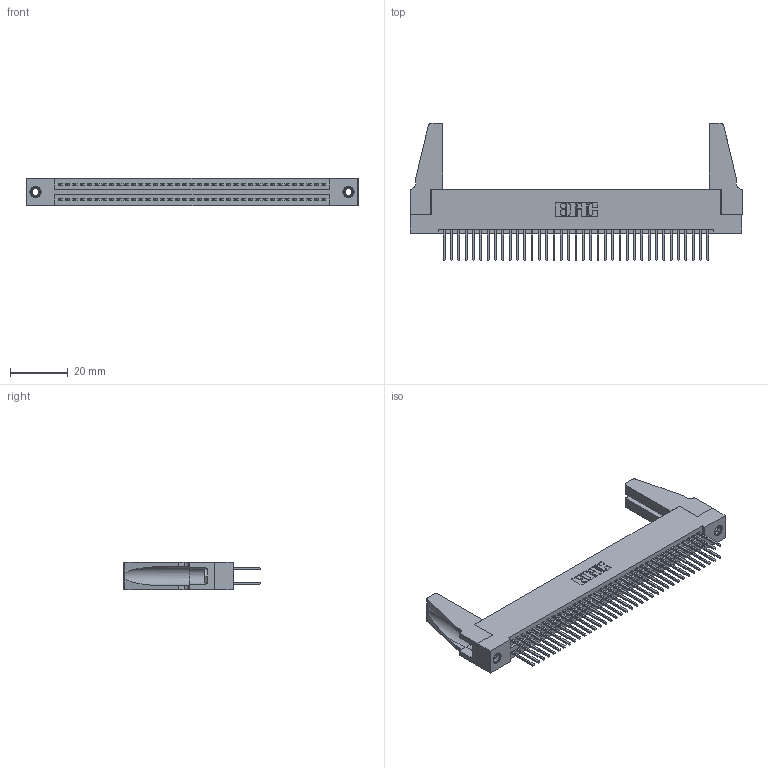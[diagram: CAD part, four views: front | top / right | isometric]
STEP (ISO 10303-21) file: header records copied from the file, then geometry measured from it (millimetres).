
FILE_DESCRIPTION (( 'STEP AP203' ), '1' );
FILE_NAME ('345-074-523-288.STEP', '2019-10-31T06:09:09', ( '' ), ( '' ), 'SwSTEP 2.0', 'SolidWorks 2016', '' );
FILE_SCHEMA (( 'CONFIG_CONTROL_DESIGN' ));
Length unit declared in the file: inch
Products named in the file (5): 345-250-001_345-250-001-102; 345-220-078_345-220-088; 345 Part_Flush Mounting Lugs - 0.156 Dia-TH; 345-074-523-288; 345-292-001_345-293-123
Assembly tree (79 placements, depth 2):
  345-074-523-288
    345 Part_Flush Mounting Lugs - 0.156 Dia-TH
    345-292-001_345-293-123  x74
    345-250-001_345-250-001-102  x2
    345-220-078_345-220-088  x2
Bounding box: 115.21 x 47.68 x 9.4 mm (x, y, z)
Volume: 14549.8 mm3; surface area: 20405 mm2
Topology: 79 solids, 79 shells, 3950 faces, 11681 edges, 7678 vertices
Faces by surface type: plane 2594, cylinder 1340, cone 12, torus 4
Entity records: 31870 total; most frequent: CARTESIAN_POINT 5342, ORIENTED_EDGE 5236, DIRECTION 4722, EDGE_CURVE 2618, LINE 2296, VECTOR 2296, VERTEX_POINT 1738, AXIS2_PLACEMENT_3D 1213
